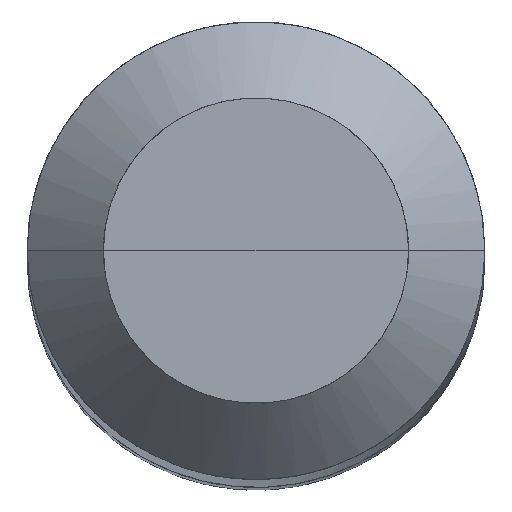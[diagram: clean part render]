
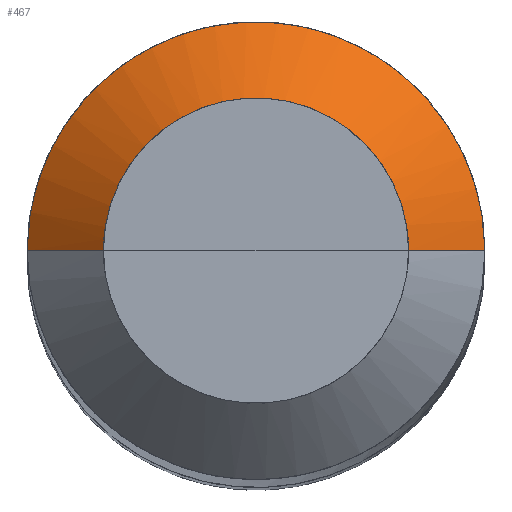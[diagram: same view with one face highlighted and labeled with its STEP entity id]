
A CAD part, top view. The second image highlights one B-rep face of the part: STEP entity #467.
In plain terms, the highlighted free-form (B-spline) face has degree [1, 2] with [2, 5] control points.
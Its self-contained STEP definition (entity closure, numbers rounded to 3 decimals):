
#86=CARTESIAN_POINT('',(-1.5,0.,27.5));
#90=CARTESIAN_POINT('',(1.5,0.,27.5));
#91=CARTESIAN_POINT('',(-1.,0.,28.));
#95=CARTESIAN_POINT('',(1.,0.,28.));
#106=CARTESIAN_POINT('',(1.5,1.5,27.5));
#107=CARTESIAN_POINT('',(0.,1.5,27.5));
#108=CARTESIAN_POINT('',(-1.5,1.5,27.5));
#109=CARTESIAN_POINT('',(1.,1.,28.));
#110=CARTESIAN_POINT('',(0.,1.,28.));
#111=CARTESIAN_POINT('',(-1.,1.,28.));
#448=(
BOUNDED_SURFACE()
B_SPLINE_SURFACE(1,2,(
(#90,#106,#107,#108,#86),
(#95,#109,#110,#111,#91)
), .UNSPECIFIED.,.F.,.F.,.F.)
B_SPLINE_SURFACE_WITH_KNOTS((2,2),(3,2,3),(
0.,1.),(
0.,0.5,1.), .UNSPECIFIED.)
GEOMETRIC_REPRESENTATION_ITEM()
RATIONAL_B_SPLINE_SURFACE(((1.,0.707,1.,0.707,1.),
(1.,0.707,1.,0.707,1.)
))
REPRESENTATION_ITEM('')
SURFACE()
);
#449=(
BOUNDED_CURVE()
B_SPLINE_CURVE(2,(#86,#108,#107,#106,#90),.UNSPECIFIED.,.F.,.F.)
B_SPLINE_CURVE_WITH_KNOTS((3,2,3),
(0.,0.5,1.),.UNSPECIFIED.)
CURVE()
GEOMETRIC_REPRESENTATION_ITEM()
RATIONAL_B_SPLINE_CURVE((1.,0.707,1.,0.707,1.))
REPRESENTATION_ITEM('')
);
#450=(
BOUNDED_CURVE()
B_SPLINE_CURVE(1,(#90,#95),.UNSPECIFIED.,.F.,.F.)
B_SPLINE_CURVE_WITH_KNOTS((2,2),
(0.,1.),.UNSPECIFIED.)
CURVE()
GEOMETRIC_REPRESENTATION_ITEM()
RATIONAL_B_SPLINE_CURVE((1.,1.))
REPRESENTATION_ITEM('')
);
#451=(
BOUNDED_CURVE()
B_SPLINE_CURVE(2,(#95,#109,#110,#111,#91),.UNSPECIFIED.,.F.,.F.)
B_SPLINE_CURVE_WITH_KNOTS((3,2,3),
(0.,0.5,1.),.UNSPECIFIED.)
CURVE()
GEOMETRIC_REPRESENTATION_ITEM()
RATIONAL_B_SPLINE_CURVE((1.,0.707,1.,0.707,1.))
REPRESENTATION_ITEM('')
);
#452=(
BOUNDED_CURVE()
B_SPLINE_CURVE(1,(#91,#86),.UNSPECIFIED.,.F.,.F.)
B_SPLINE_CURVE_WITH_KNOTS((2,2),
(0.,1.),.UNSPECIFIED.)
CURVE()
GEOMETRIC_REPRESENTATION_ITEM()
RATIONAL_B_SPLINE_CURVE((1.,1.))
REPRESENTATION_ITEM('')
);
#453=VERTEX_POINT('',#86);
#454=VERTEX_POINT('',#90);
#455=VERTEX_POINT('',#91);
#456=VERTEX_POINT('',#95);
#457=EDGE_CURVE('',#453,#454,#449,.T.);
#458=EDGE_CURVE('',#454,#456,#450,.T.);
#459=EDGE_CURVE('',#456,#455,#451,.T.);
#460=EDGE_CURVE('',#455,#453,#452,.T.);
#461=ORIENTED_EDGE('',*,*,#457,.T.);
#462=ORIENTED_EDGE('',*,*,#458,.T.);
#463=ORIENTED_EDGE('',*,*,#459,.T.);
#464=ORIENTED_EDGE('',*,*,#460,.T.);
#465=EDGE_LOOP('',(#461,#462,#463,#464));
#466=FACE_OUTER_BOUND('',#465,.T.);
#467=ADVANCED_FACE('',(#466),#448,.T.);
